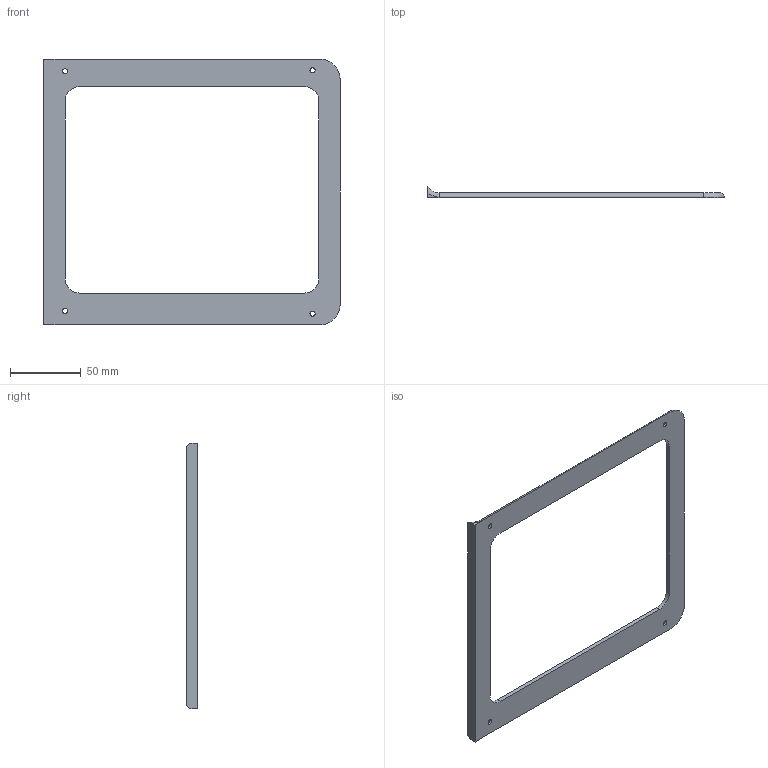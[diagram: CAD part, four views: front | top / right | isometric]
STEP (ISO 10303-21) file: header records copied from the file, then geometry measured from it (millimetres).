
FILE_DESCRIPTION (( 'STEP AP214' ), '1' );
FILE_NAME ('cover_frame.STEP', '2022-01-18T08:50:24', ( '' ), ( '' ), 'SwSTEP 2.0', 'SolidWorks 2017', '' );
FILE_SCHEMA (( 'AUTOMOTIVE_DESIGN' ));
Length unit declared in the file: millimetre
Products named in the file (1): cover_frame
Bounding box: 209.4 x 7.54 x 188 mm (x, y, z)
Volume: 40245.1 mm3; surface area: 31091.1 mm2
Topology: 1 solids, 1 shells, 37 faces, 93 edges, 58 vertices
Faces by surface type: cylinder 16, plane 9, cone 8, torus 4
Entity records: 1199 total; most frequent: CARTESIAN_POINT 221, DIRECTION 213, ORIENTED_EDGE 186, EDGE_CURVE 93, AXIS2_PLACEMENT_3D 84, VERTEX_POINT 58, EDGE_LOOP 47, CIRCLE 46
